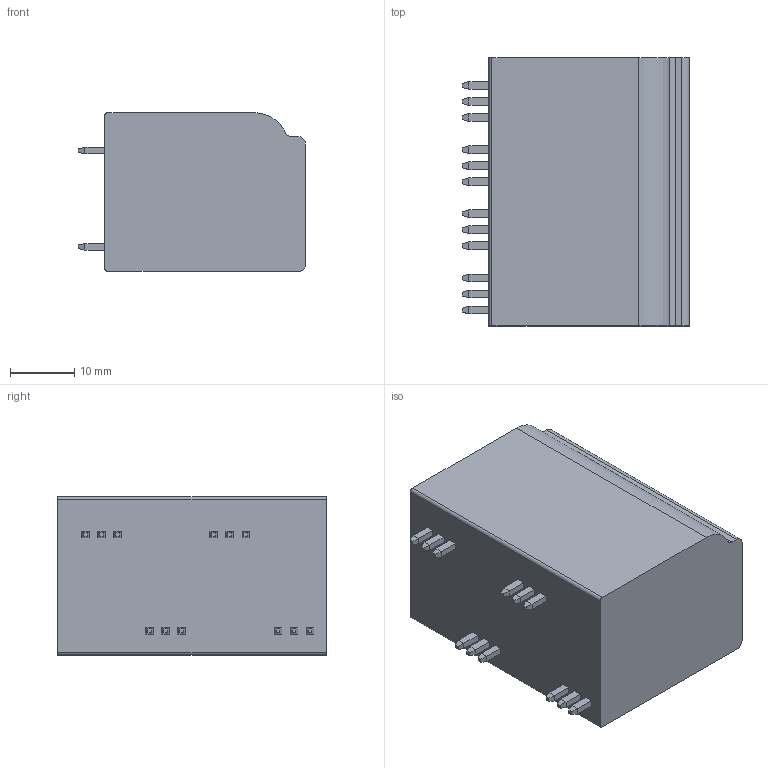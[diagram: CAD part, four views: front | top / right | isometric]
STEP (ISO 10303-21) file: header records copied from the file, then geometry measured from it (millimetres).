
FILE_DESCRIPTION (( 'STEP AP214' ), '1' );
FILE_NAME ('MPX410-100B04_20180731.STEP', '2018-07-31T01:08:39', ( '0001' ), ( '' ), 'SwSTEP 2.0', 'SolidWorks 2016', '' );
FILE_SCHEMA (( 'AUTOMOTIVE_DESIGN' ));
Length unit declared in the file: millimetre
Products named in the file (1): MPX410-100B04_20180731
Bounding box: 35.4 x 41.8 x 24.7 mm (x, y, z)
Volume: 31290.6 mm3; surface area: 6393.7 mm2
Topology: 1 solids, 1 shells, 176 faces, 426 edges, 272 vertices
Faces by surface type: plane 135, cylinder 25, cone 12, bspline 4
Entity records: 6066 total; most frequent: CARTESIAN_POINT 1973, ORIENTED_EDGE 852, DIRECTION 778, EDGE_CURVE 426, LINE 336, VECTOR 336, VERTEX_POINT 272, AXIS2_PLACEMENT_3D 221
